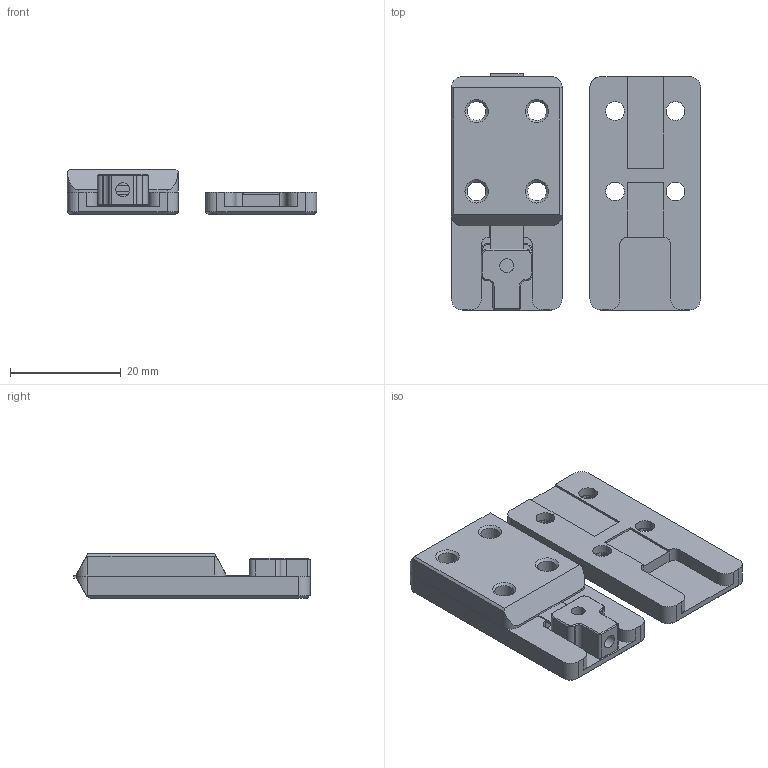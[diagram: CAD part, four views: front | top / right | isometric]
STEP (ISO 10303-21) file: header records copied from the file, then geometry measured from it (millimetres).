
FILE_DESCRIPTION(/* description */ ('STEP AP242'),/* implementation_level */ '2;1');
FILE_NAME(/* name */ 'Blade insertion jig v40.step',/* time_stamp */ '2025-06-12T19:53:08+01:00',/* author */ (''),/* organization */ (''),/* preprocessor_version */ 'ST-DEVELOPER v20.1',/* originating_system */ 'Autodesk Translation Framework v14.10.0.0',/* authorisation */ '');
FILE_SCHEMA (('AUTOMOTIVE_DESIGN { 1 0 10303 214 3 1 1 }'));
Length unit declared in the file: millimetre
Products named in the file (9): Blade insertion jig; Part 2; A4T CNC cutter assembly; A4T Filament Cutter - Blade caddy; Assembly 3; A4T CNC cutter with motion assembly <1>; Assembly 3_1; A4T CNC cutter with motion assembly <1>_1; 17A cut down blade
Assembly tree (9 placements, depth 4):
  Blade insertion jig
    Part 2
    A4T CNC cutter assembly
      A4T Filament Cutter - Blade caddy
    Assembly 3
      A4T CNC cutter with motion assembly <1>
        17A cut down blade
    Assembly 3_1
      A4T CNC cutter with motion assembly <1>_1
        17A cut down blade
Bounding box: 45 x 42.6 x 8 mm (x, y, z)
Volume: 7390.3 mm3; surface area: 7137.4 mm2
Topology: 6 solids, 6 shells, 503 faces, 1222 edges, 732 vertices
Faces by surface type: plane 366, cylinder 78, cone 59
Full cylindrical faces by diameter (mm): 2 x1, 2.5 x2, 3.4 x12, 6 x1
Entity records: 14404 total; most frequent: DIRECTION 2482, CARTESIAN_POINT 2436, ORIENTED_EDGE 2406, EDGE_CURVE 1203, LINE 950, VECTOR 950, AXIS2_PLACEMENT_3D 766, VERTEX_POINT 720
